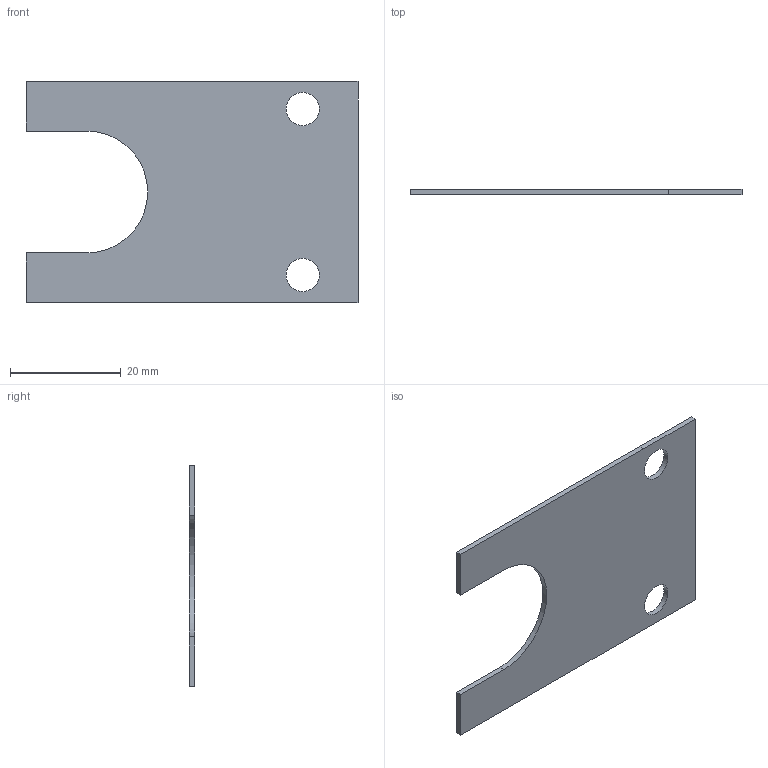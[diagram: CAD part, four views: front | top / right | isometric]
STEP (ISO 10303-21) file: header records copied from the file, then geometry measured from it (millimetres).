
FILE_DESCRIPTION(('CATIA V5 STEP Exchange'),'2;1');
FILE_NAME('Fourchette pt2 modif 1.stp','2021-05-01T13:13:00+00:00',('none'),('none'),'CATIA Version 5 Release 19 GA (IN-10)','CATIA V5 STEP AP203','none');
FILE_SCHEMA(('CONFIG_CONTROL_DESIGN'));
Length unit declared in the file: millimetre
Products named in the file (1): Fourchette pt2
Bounding box: 60 x 1 x 40 mm (x, y, z)
Volume: 1911.4 mm3; surface area: 4095 mm2
Topology: 1 solids, 1 shells, 18 faces, 48 edges, 32 vertices
Faces by surface type: plane 13, cylinder 5
Entity records: 572 total; most frequent: ORIENTED_EDGE 96, CARTESIAN_POINT 93, DIRECTION 72, EDGE_CURVE 48, VECTOR 38, LINE 38, VERTEX_POINT 32, AXIS2_PLACEMENT_3D 23
